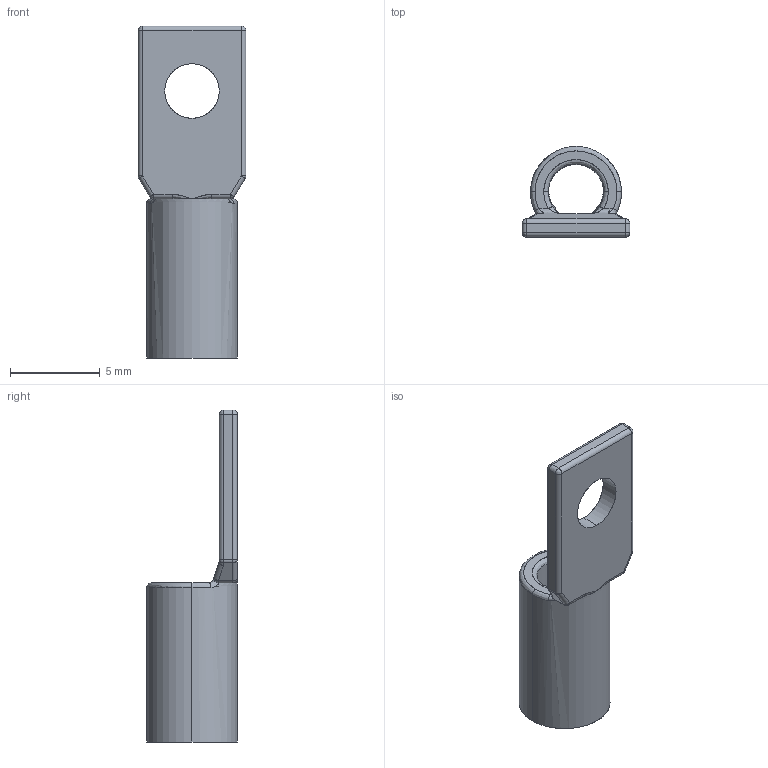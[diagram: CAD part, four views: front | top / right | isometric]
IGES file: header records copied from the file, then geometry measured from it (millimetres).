
Start section: SolidWorks IGES file using analytic representation for surfaces
Global section: file name: 23519r1.igs; native system: SolidWorks 2010; preprocessor: SolidWorks 2010; author: kkamath; date: 110711.100209; units: inch
Bounding box: 6.02 x 5.08 x 18.54 mm (x, y, z)
Surface area: 379.9 mm2 (no closed solid volume)
Topology: 0 solids, 0 shells, 73 faces, 631 edges, 621 vertices
Faces by surface type: revolution 44, bspline 29
